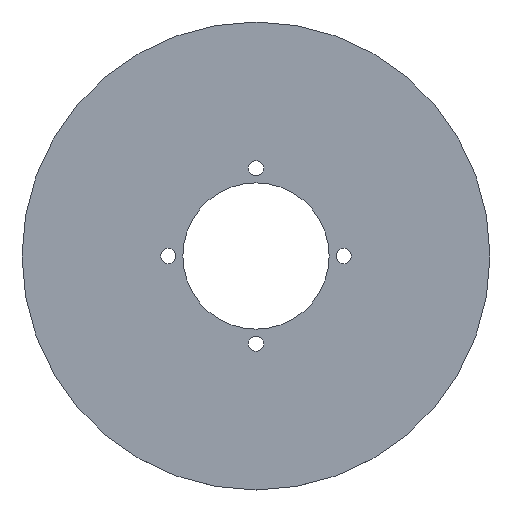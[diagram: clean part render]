
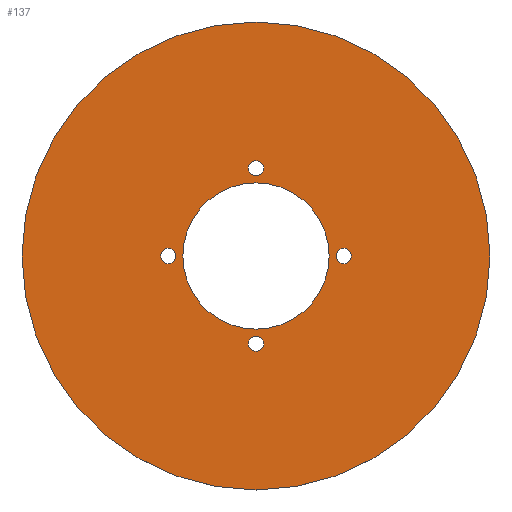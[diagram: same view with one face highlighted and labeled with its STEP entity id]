
A CAD part, top view. The second image highlights one B-rep face of the part: STEP entity #137.
In plain terms, the highlighted planar face has unit normal (0, 0, 1).
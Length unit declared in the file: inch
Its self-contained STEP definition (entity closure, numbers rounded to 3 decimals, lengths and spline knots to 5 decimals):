
#13=PLANE('',#160);
#23=FACE_BOUND('',#53,.T.);
#24=FACE_BOUND('',#54,.T.);
#25=FACE_BOUND('',#55,.T.);
#26=FACE_BOUND('',#56,.T.);
#27=FACE_BOUND('',#57,.T.);
#28=FACE_BOUND('',#58,.T.);
#53=EDGE_LOOP('',(#113));
#54=EDGE_LOOP('',(#114));
#55=EDGE_LOOP('',(#115));
#56=EDGE_LOOP('',(#116));
#57=EDGE_LOOP('',(#117));
#58=EDGE_LOOP('',(#118));
#66=CIRCLE('',#144,1.8755);
#68=CIRCLE('',#147,0.1955);
#70=CIRCLE('',#150,0.1955);
#72=CIRCLE('',#153,0.1955);
#74=CIRCLE('',#156,0.1955);
#75=CIRCLE('',#158,6.);
#78=VERTEX_POINT('',#208);
#80=VERTEX_POINT('',#213);
#82=VERTEX_POINT('',#218);
#84=VERTEX_POINT('',#223);
#86=VERTEX_POINT('',#228);
#87=VERTEX_POINT('',#231);
#90=EDGE_CURVE('',#78,#78,#66,.T.);
#92=EDGE_CURVE('',#80,#80,#68,.T.);
#94=EDGE_CURVE('',#82,#82,#70,.T.);
#96=EDGE_CURVE('',#84,#84,#72,.T.);
#98=EDGE_CURVE('',#86,#86,#74,.T.);
#99=EDGE_CURVE('',#87,#87,#75,.T.);
#113=ORIENTED_EDGE('',*,*,#90,.T.);
#114=ORIENTED_EDGE('',*,*,#92,.T.);
#115=ORIENTED_EDGE('',*,*,#94,.T.);
#116=ORIENTED_EDGE('',*,*,#96,.T.);
#117=ORIENTED_EDGE('',*,*,#98,.T.);
#118=ORIENTED_EDGE('',*,*,#99,.F.);
#137=ADVANCED_FACE('',(#23,#24,#25,#26,#27,#28),#13,.T.);
#144=AXIS2_PLACEMENT_3D('',#209,#168,#169);
#147=AXIS2_PLACEMENT_3D('',#214,#174,#175);
#150=AXIS2_PLACEMENT_3D('',#219,#180,#181);
#153=AXIS2_PLACEMENT_3D('',#224,#186,#187);
#156=AXIS2_PLACEMENT_3D('',#229,#192,#193);
#158=AXIS2_PLACEMENT_3D('',#232,#196,#197);
#160=AXIS2_PLACEMENT_3D('',#235,#200,#201);
#168=DIRECTION('center_axis',(0.,0.,-1.));
#169=DIRECTION('ref_axis',(1.,0.,0.));
#174=DIRECTION('center_axis',(0.,0.,-1.));
#175=DIRECTION('ref_axis',(1.,0.,0.));
#180=DIRECTION('center_axis',(0.,0.,-1.));
#181=DIRECTION('ref_axis',(1.,0.,0.));
#186=DIRECTION('center_axis',(0.,0.,-1.));
#187=DIRECTION('ref_axis',(1.,0.,0.));
#192=DIRECTION('center_axis',(0.,0.,-1.));
#193=DIRECTION('ref_axis',(1.,0.,0.));
#196=DIRECTION('center_axis',(0.,0.,-1.));
#197=DIRECTION('ref_axis',(-1.,0.,0.));
#200=DIRECTION('center_axis',(0.,0.,1.));
#201=DIRECTION('ref_axis',(1.,0.,0.));
#208=CARTESIAN_POINT('',(1.8755,0.,0.156));
#209=CARTESIAN_POINT('Origin',(0.,0.,0.156));
#213=CARTESIAN_POINT('',(-2.0545,0.,0.156));
#214=CARTESIAN_POINT('Origin',(-2.25,0.,0.156));
#218=CARTESIAN_POINT('',(0.1955,2.25,0.156));
#219=CARTESIAN_POINT('Origin',(0.,2.25,0.156));
#223=CARTESIAN_POINT('',(2.4455,0.,0.156));
#224=CARTESIAN_POINT('Origin',(2.25,0.,0.156));
#228=CARTESIAN_POINT('',(0.1955,-2.25,0.156));
#229=CARTESIAN_POINT('Origin',(0.,-2.25,0.156));
#231=CARTESIAN_POINT('',(6.,0.,0.156));
#232=CARTESIAN_POINT('Origin',(0.,0.,0.156));
#235=CARTESIAN_POINT('Origin',(0.54545,0.,
0.156));
